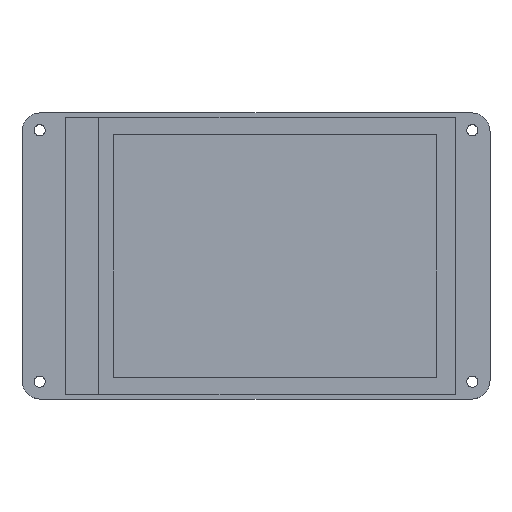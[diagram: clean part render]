
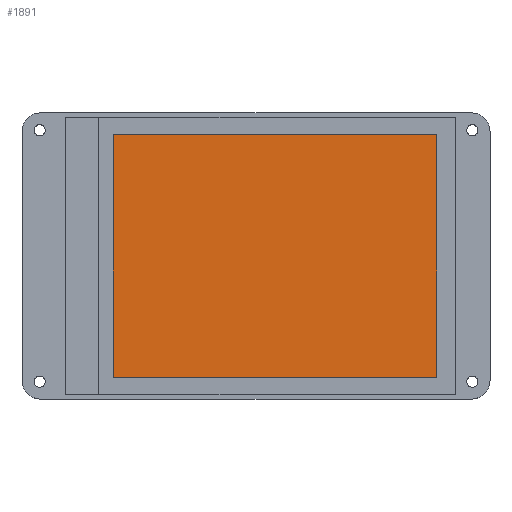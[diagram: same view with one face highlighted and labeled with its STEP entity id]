
A CAD part, top view. The second image highlights one B-rep face of the part: STEP entity #1891.
In plain terms, the highlighted planar face has unit normal (0, 0, 1).
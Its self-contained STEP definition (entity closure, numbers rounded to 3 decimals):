
#1657=DIRECTION('',(1.,0.,0.));
#1658=VECTOR('',#1657,48.96);
#1659=CARTESIAN_POINT('',(-21.6,-18.36,3.68));
#1660=LINE('',#1659,#1658);
#1661=DIRECTION('',(0.,-1.,0.));
#1662=VECTOR('',#1661,36.72);
#1663=CARTESIAN_POINT('',(-21.6,18.36,3.68));
#1664=LINE('',#1663,#1662);
#1665=DIRECTION('',(-1.,0.,0.));
#1666=VECTOR('',#1665,48.96);
#1667=CARTESIAN_POINT('',(27.36,18.36,3.68));
#1668=LINE('',#1667,#1666);
#1669=DIRECTION('',(0.,1.,0.));
#1670=VECTOR('',#1669,36.72);
#1671=CARTESIAN_POINT('',(27.36,-18.36,3.68));
#1672=LINE('',#1671,#1670);
#1705=CARTESIAN_POINT('',(-21.6,-18.36,3.68));
#1706=CARTESIAN_POINT('',(27.36,-18.36,3.68));
#1707=VERTEX_POINT('',#1705);
#1708=VERTEX_POINT('',#1706);
#1709=CARTESIAN_POINT('',(27.36,18.36,3.68));
#1710=VERTEX_POINT('',#1709);
#1711=CARTESIAN_POINT('',(-21.6,18.36,3.68));
#1712=VERTEX_POINT('',#1711);
#1878=CARTESIAN_POINT('',(0.,0.,3.68));
#1879=DIRECTION('',(0.,0.,1.));
#1880=DIRECTION('',(-1.,0.,0.));
#1881=AXIS2_PLACEMENT_3D('',#1878,#1879,#1880);
#1882=PLANE('',#1881);
#1883=ORIENTED_EDGE('',*,*,#1871,.F.);
#1884=ORIENTED_EDGE('',*,*,#1730,.F.);
#1886=ORIENTED_EDGE('',*,*,#1885,.F.);
#1888=ORIENTED_EDGE('',*,*,#1887,.F.);
#1889=EDGE_LOOP('',(#1883,#1884,#1886,#1888));
#1890=FACE_OUTER_BOUND('',#1889,.F.);
#1891=ADVANCED_FACE('',(#1890),#1882,.T.);
#1730=EDGE_CURVE('',#1712,#1707,#1664,.T.);
#1871=EDGE_CURVE('',#1707,#1708,#1660,.T.);
#1885=EDGE_CURVE('',#1710,#1712,#1668,.T.);
#1887=EDGE_CURVE('',#1708,#1710,#1672,.T.);
